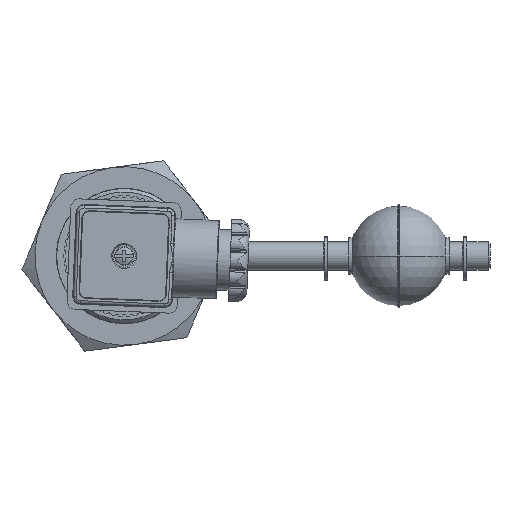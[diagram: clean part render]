
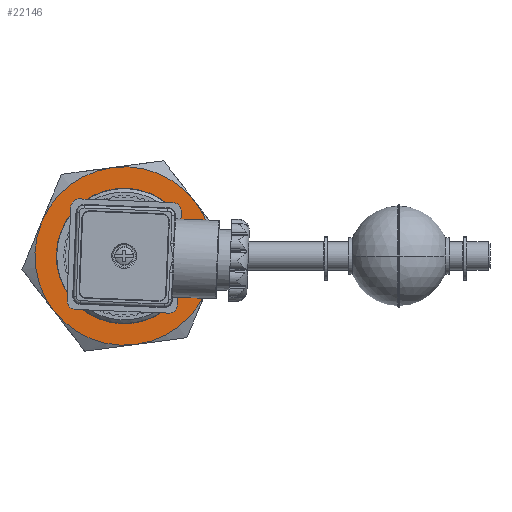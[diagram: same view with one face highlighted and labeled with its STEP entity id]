
A CAD part, left-side view. The second image highlights one B-rep face of the part: STEP entity #22146.
In plain terms, the highlighted planar face has unit normal (-1, 0, 0).
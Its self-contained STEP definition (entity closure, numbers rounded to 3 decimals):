
#347 = DIRECTION ( 'NONE',  ( -1., 0., 0. ) ) ;
#412 = CARTESIAN_POINT ( 'NONE',  ( -8., 0., 0. ) ) ;
#713 = VERTEX_POINT ( 'NONE', #12411 ) ;
#1137 = CARTESIAN_POINT ( 'NONE',  ( -8., 3.286, 24.783 ) ) ;
#1585 = DIRECTION ( 'NONE',  ( 0., -0.924, -0.382 ) ) ;
#1603 = DIRECTION ( 'NONE',  ( -1., 0., 0. ) ) ;
#1793 = DIRECTION ( 'NONE',  ( 0., -0.924, -0.382 ) ) ;
#2189 = CARTESIAN_POINT ( 'NONE',  ( -8., 0., 0. ) ) ;
#2559 = DIRECTION ( 'NONE',  ( -1., 0., 0. ) ) ;
#2675 = DIRECTION ( 'NONE',  ( -1., 0., 0. ) ) ;
#2841 = CIRCLE ( 'NONE', #6872, 25. ) ;
#3162 = DIRECTION ( 'NONE',  ( 0., -0.924, -0.382 ) ) ;
#3734 = FACE_OUTER_BOUND ( 'NONE', #27783, .T. ) ;
#4677 = EDGE_CURVE ( 'NONE', #22336, #11496, #10865, .T. ) ;
#4751 = ORIENTED_EDGE ( 'NONE', *, *, #9236, .T. ) ;
#4951 = AXIS2_PLACEMENT_3D ( 'NONE', #26032, #1603, #1793 ) ;
#5544 = DIRECTION ( 'NONE',  ( 0., -0.924, -0.382 ) ) ;
#6133 = CARTESIAN_POINT ( 'NONE',  ( -8., -17.56, -7.255 ) ) ;
#6273 = AXIS2_PLACEMENT_3D ( 'NONE', #24324, #2559, #32017 ) ;
#6384 = ORIENTED_EDGE ( 'NONE', *, *, #23891, .F. ) ;
#6475 = ORIENTED_EDGE ( 'NONE', *, *, #15143, .T. ) ;
#6615 = PLANE ( 'NONE',  #13636 ) ;
#6730 = VERTEX_POINT ( 'NONE', #14174 ) ;
#6772 = VERTEX_POINT ( 'NONE', #6133 ) ;
#6872 = AXIS2_PLACEMENT_3D ( 'NONE', #412, #33068, #8631 ) ;
#8631 = DIRECTION ( 'NONE',  ( 0., -0.924, -0.382 ) ) ;
#9037 = CARTESIAN_POINT ( 'NONE',  ( -8., -3.286, -24.783 ) ) ;
#9236 = EDGE_CURVE ( 'NONE', #713, #19300, #31628, .T. ) ;
#9267 = ORIENTED_EDGE ( 'NONE', *, *, #13210, .T. ) ;
#9698 = AXIS2_PLACEMENT_3D ( 'NONE', #32994, #347, #3162 ) ;
#9976 = ORIENTED_EDGE ( 'NONE', *, *, #4677, .T. ) ;
#10865 = CIRCLE ( 'NONE', #23373, 25. ) ;
#11474 = DIRECTION ( 'NONE',  ( 0., -0.924, -0.382 ) ) ;
#11496 = VERTEX_POINT ( 'NONE', #13475 ) ;
#12411 = CARTESIAN_POINT ( 'NONE',  ( -8., 19.82, -15.237 ) ) ;
#13072 = DIRECTION ( 'NONE',  ( -1., 0., 0. ) ) ;
#13210 = EDGE_CURVE ( 'NONE', #19300, #22336, #19435, .T. ) ;
#13475 = CARTESIAN_POINT ( 'NONE',  ( -8., -19.82, 15.237 ) ) ;
#13636 = AXIS2_PLACEMENT_3D ( 'NONE', #30553, #22855, #11474 ) ;
#14174 = CARTESIAN_POINT ( 'NONE',  ( -8., 23.106, 9.546 ) ) ;
#15037 = EDGE_CURVE ( 'NONE', #19792, #6730, #31375, .T. ) ;
#15143 = EDGE_CURVE ( 'NONE', #11496, #19792, #2841, .T. ) ;
#15242 = CIRCLE ( 'NONE', #4951, 25. ) ;
#15327 = CARTESIAN_POINT ( 'NONE',  ( -8., 0., 0. ) ) ;
#15385 = CIRCLE ( 'NONE', #34722, 19. ) ;
#16445 = DIRECTION ( 'NONE',  ( -1., 0., 0. ) ) ;
#19300 = VERTEX_POINT ( 'NONE', #9037 ) ;
#19435 = CIRCLE ( 'NONE', #9698, 25. ) ;
#19661 = ORIENTED_EDGE ( 'NONE', *, *, #28315, .T. ) ;
#19792 = VERTEX_POINT ( 'NONE', #1137 ) ;
#19889 = FACE_BOUND ( 'NONE', #24958, .T. ) ;
#21099 = CIRCLE ( 'NONE', #29072, 19. ) ;
#21465 = DIRECTION ( 'NONE',  ( 0., -0.924, -0.382 ) ) ;
#22142 = DIRECTION ( 'NONE',  ( 0., -0.924, -0.382 ) ) ;
#22146 = ADVANCED_FACE ( 'NONE', ( #3734, #19889 ), #6615, .T. ) ;
#22336 = VERTEX_POINT ( 'NONE', #27968 ) ;
#22855 = DIRECTION ( 'NONE',  ( -1., 0., 0. ) ) ;
#23373 = AXIS2_PLACEMENT_3D ( 'NONE', #27121, #2675, #5544 ) ;
#23509 = DIRECTION ( 'NONE',  ( -1., 0., 0. ) ) ;
#23891 = EDGE_CURVE ( 'NONE', #29092, #6772, #15385, .T. ) ;
#24054 = EDGE_CURVE ( 'NONE', #6772, #29092, #21099, .T. ) ;
#24324 = CARTESIAN_POINT ( 'NONE',  ( -8., 0., 0. ) ) ;
#24873 = ORIENTED_EDGE ( 'NONE', *, *, #15037, .T. ) ;
#24958 = EDGE_LOOP ( 'NONE', ( #35054, #6384 ) ) ;
#26032 = CARTESIAN_POINT ( 'NONE',  ( -8., 0., 0. ) ) ;
#27121 = CARTESIAN_POINT ( 'NONE',  ( -8., 0., 0. ) ) ;
#27783 = EDGE_LOOP ( 'NONE', ( #9267, #9976, #6475, #24873, #19661, #4751 ) ) ;
#27968 = CARTESIAN_POINT ( 'NONE',  ( -8., -23.106, -9.546 ) ) ;
#28315 = EDGE_CURVE ( 'NONE', #6730, #713, #15242, .T. ) ;
#29072 = AXIS2_PLACEMENT_3D ( 'NONE', #15327, #23509, #1585 ) ;
#29092 = VERTEX_POINT ( 'NONE', #31587 ) ;
#30003 = CARTESIAN_POINT ( 'NONE',  ( -8., 0., 0. ) ) ;
#30553 = CARTESIAN_POINT ( 'NONE',  ( -8., 17.594, 22.886 ) ) ;
#31375 = CIRCLE ( 'NONE', #6273, 25. ) ;
#31587 = CARTESIAN_POINT ( 'NONE',  ( -8., 17.56, 7.255 ) ) ;
#31628 = CIRCLE ( 'NONE', #35039, 25. ) ;
#32017 = DIRECTION ( 'NONE',  ( 0., -0.924, -0.382 ) ) ;
#32994 = CARTESIAN_POINT ( 'NONE',  ( -8., 0., 0. ) ) ;
#33068 = DIRECTION ( 'NONE',  ( -1., 0., 0. ) ) ;
#34722 = AXIS2_PLACEMENT_3D ( 'NONE', #2189, #13072, #21465 ) ;
#35039 = AXIS2_PLACEMENT_3D ( 'NONE', #30003, #16445, #22142 ) ;
#35054 = ORIENTED_EDGE ( 'NONE', *, *, #24054, .F. ) ;
